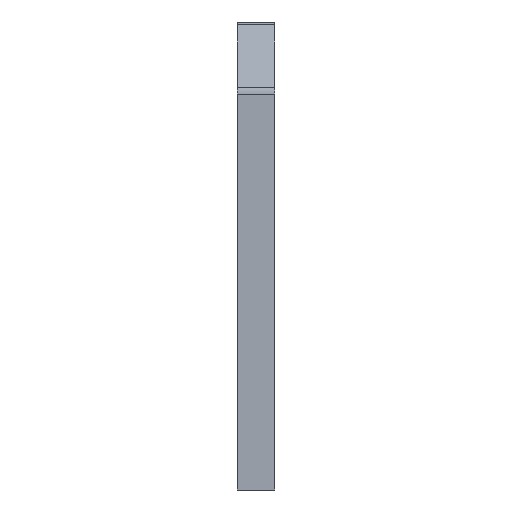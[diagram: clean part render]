
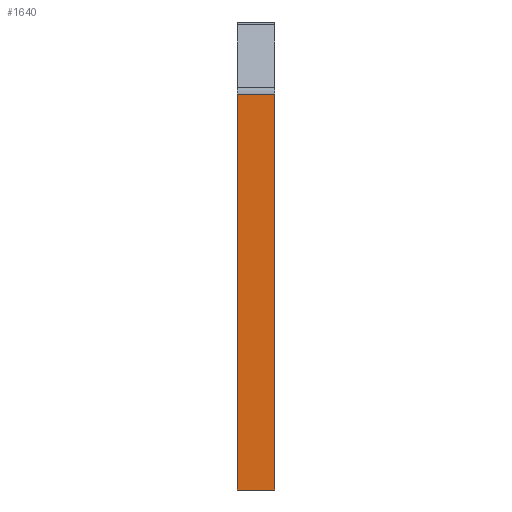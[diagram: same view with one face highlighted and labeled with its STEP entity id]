
A CAD part, left-side view. The second image highlights one B-rep face of the part: STEP entity #1640.
In plain terms, the highlighted planar face has unit normal (-1, 0, 0).
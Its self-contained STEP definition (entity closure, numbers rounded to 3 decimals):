
#106=PLANE('',#1824);
#178=FACE_OUTER_BOUND('',#319,.T.);
#319=EDGE_LOOP('',(#1424,#1425,#1426,#1427));
#396=LINE('',#2505,#539);
#404=LINE('',#2552,#547);
#465=LINE('',#2749,#608);
#468=LINE('',#2755,#611);
#539=VECTOR('',#2010,10.);
#547=VECTOR('',#2050,10.);
#608=VECTOR('',#2253,10.);
#611=VECTOR('',#2262,10.);
#775=VERTEX_POINT('',#2502);
#776=VERTEX_POINT('',#2504);
#798=VERTEX_POINT('',#2549);
#799=VERTEX_POINT('',#2551);
#944=EDGE_CURVE('',#775,#776,#396,.T.);
#967=EDGE_CURVE('',#798,#799,#404,.T.);
#1065=EDGE_CURVE('',#776,#798,#465,.T.);
#1068=EDGE_CURVE('',#799,#775,#468,.T.);
#1424=ORIENTED_EDGE('',*,*,#1065,.F.);
#1425=ORIENTED_EDGE('',*,*,#944,.F.);
#1426=ORIENTED_EDGE('',*,*,#1068,.F.);
#1427=ORIENTED_EDGE('',*,*,#967,.F.);
#1640=ADVANCED_FACE('',(#178),#106,.F.);
#1824=AXIS2_PLACEMENT_3D('',#2754,#2260,#2261);
#2010=DIRECTION('',(0.,0.,1.));
#2050=DIRECTION('',(0.,0.,-1.));
#2253=DIRECTION('',(0.,-1.,0.));
#2260=DIRECTION('center_axis',(1.,0.,0.));
#2261=DIRECTION('ref_axis',(0.,0.,1.));
#2262=DIRECTION('',(0.,1.,0.));
#2502=CARTESIAN_POINT('',(-72.094,3.,-33.096));
#2504=CARTESIAN_POINT('',(-72.094,3.,169.833));
#2505=CARTESIAN_POINT('',(-72.094,3.,206.904));
#2549=CARTESIAN_POINT('',(-72.094,-16.,169.833));
#2551=CARTESIAN_POINT('',(-72.094,-16.,-33.096));
#2552=CARTESIAN_POINT('',(-72.094,-16.,-33.096));
#2749=CARTESIAN_POINT('',(-72.094,0.,169.833));
#2754=CARTESIAN_POINT('Origin',(-72.094,0.,-13.096));
#2755=CARTESIAN_POINT('',(-72.094,3.,-33.096));
